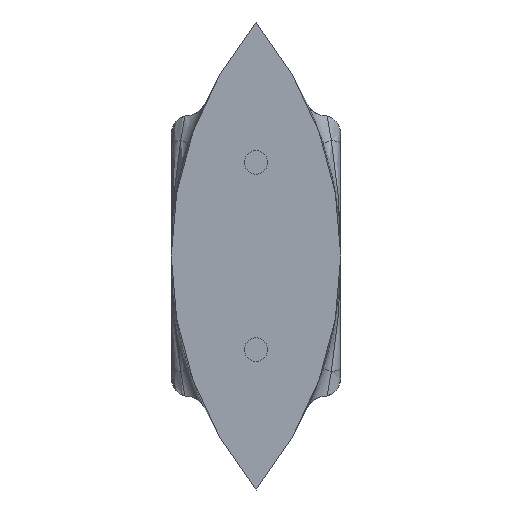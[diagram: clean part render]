
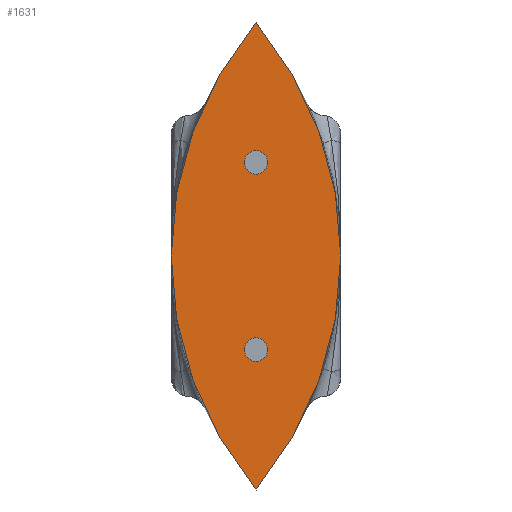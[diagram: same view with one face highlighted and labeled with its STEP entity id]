
A CAD part, front view. The second image highlights one B-rep face of the part: STEP entity #1631.
In plain terms, the highlighted planar face has unit normal (0, -1, 0).
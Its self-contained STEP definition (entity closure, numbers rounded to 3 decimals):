
#41=FACE_BOUND('',#426,.T.);
#42=FACE_BOUND('',#427,.T.);
#234=PLANE('',#1787);
#311=FACE_OUTER_BOUND('',#425,.T.);
#425=EDGE_LOOP('',(#1359,#1360));
#426=EDGE_LOOP('',(#1361,#1362));
#427=EDGE_LOOP('',(#1363,#1364));
#549=CIRCLE('',#1702,1.25);
#550=CIRCLE('',#1703,1.25);
#553=CIRCLE('',#1708,1.25);
#554=CIRCLE('',#1709,1.25);
#601=CIRCLE('',#1788,39.051);
#602=CIRCLE('',#1789,39.051);
#641=VERTEX_POINT('',#2199);
#642=VERTEX_POINT('',#2200);
#645=VERTEX_POINT('',#2210);
#646=VERTEX_POINT('',#2211);
#747=VERTEX_POINT('',#4254);
#748=VERTEX_POINT('',#4255);
#797=EDGE_CURVE('',#641,#642,#549,.T.);
#798=EDGE_CURVE('',#642,#641,#550,.T.);
#802=EDGE_CURVE('',#645,#646,#553,.T.);
#803=EDGE_CURVE('',#646,#645,#554,.T.);
#966=EDGE_CURVE('',#747,#748,#601,.T.);
#967=EDGE_CURVE('',#747,#748,#602,.T.);
#1359=ORIENTED_EDGE('',*,*,#966,.F.);
#1360=ORIENTED_EDGE('',*,*,#967,.T.);
#1361=ORIENTED_EDGE('',*,*,#797,.T.);
#1362=ORIENTED_EDGE('',*,*,#798,.T.);
#1363=ORIENTED_EDGE('',*,*,#802,.T.);
#1364=ORIENTED_EDGE('',*,*,#803,.T.);
#1631=ADVANCED_FACE('',(#311,#41,#42),#234,.F.);
#1702=AXIS2_PLACEMENT_3D('',#2201,#1873,#1874);
#1703=AXIS2_PLACEMENT_3D('',#2202,#1875,#1876);
#1708=AXIS2_PLACEMENT_3D('',#2212,#1886,#1887);
#1709=AXIS2_PLACEMENT_3D('',#2213,#1888,#1889);
#1787=AXIS2_PLACEMENT_3D('',#4253,#2064,#2065);
#1788=AXIS2_PLACEMENT_3D('',#4256,#2066,#2067);
#1789=AXIS2_PLACEMENT_3D('',#4257,#2068,#2069);
#1873=DIRECTION('center_axis',(0.,1.,0.));
#1874=DIRECTION('ref_axis',(1.,0.,0.));
#1875=DIRECTION('center_axis',(0.,1.,0.));
#1876=DIRECTION('ref_axis',(1.,0.,0.));
#1886=DIRECTION('center_axis',(0.,1.,0.));
#1887=DIRECTION('ref_axis',(1.,0.,0.));
#1888=DIRECTION('center_axis',(0.,1.,0.));
#1889=DIRECTION('ref_axis',(1.,0.,0.));
#2064=DIRECTION('center_axis',(0.,1.,0.));
#2065=DIRECTION('ref_axis',(0.,0.,1.));
#2066=DIRECTION('center_axis',(0.,1.,0.));
#2067=DIRECTION('ref_axis',(-0.768,0.,-0.64));
#2068=DIRECTION('center_axis',(0.,-1.,0.));
#2069=DIRECTION('ref_axis',(0.768,0.,-0.64));
#2199=CARTESIAN_POINT('',(1.25,-105.,-10.));
#2200=CARTESIAN_POINT('',(-1.25,-105.,-10.));
#2201=CARTESIAN_POINT('Origin',(0.,-105.,-10.));
#2202=CARTESIAN_POINT('Origin',(0.,-105.,-10.));
#2210=CARTESIAN_POINT('',(1.25,-105.,10.));
#2211=CARTESIAN_POINT('',(-1.25,-105.,10.));
#2212=CARTESIAN_POINT('Origin',(0.,-105.,10.));
#2213=CARTESIAN_POINT('Origin',(0.,-105.,10.));
#4253=CARTESIAN_POINT('Origin',(-4.526,-105.,0.));
#4254=CARTESIAN_POINT('',(0.,-105.,-25.));
#4255=CARTESIAN_POINT('',(0.,-105.,25.));
#4256=CARTESIAN_POINT('Origin',(30.,-105.,0.));
#4257=CARTESIAN_POINT('Origin',(-30.,-105.,0.));
